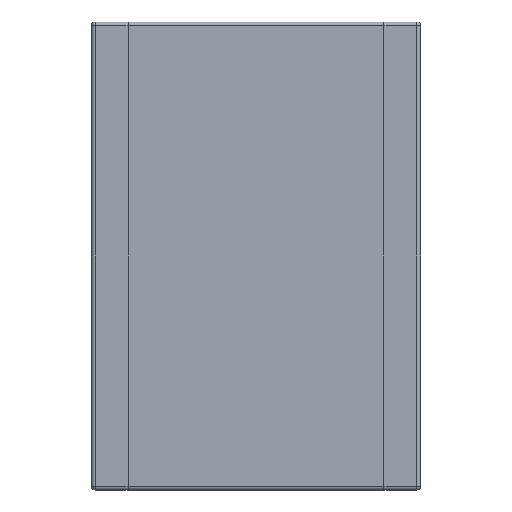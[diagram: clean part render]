
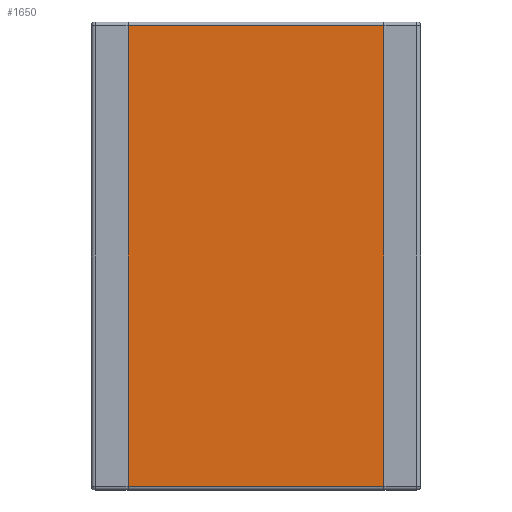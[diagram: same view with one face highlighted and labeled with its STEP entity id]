
A CAD part, front view. The second image highlights one B-rep face of the part: STEP entity #1650.
In plain terms, the highlighted planar face has unit normal (0, -1, 0).
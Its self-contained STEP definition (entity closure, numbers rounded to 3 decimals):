
#27 = VERTEX_POINT ( 'NONE', #384 ) ;
#29 = VERTEX_POINT ( 'NONE', #382 ) ;
#32 = EDGE_CURVE ( 'NONE', #29, #150, #377, .T. ) ;
#133 = EDGE_CURVE ( 'NONE', #27, #134, #722, .T. ) ;
#134 = VERTEX_POINT ( 'NONE', #718 ) ;
#150 = VERTEX_POINT ( 'NONE', #772 ) ;
#374 = DIRECTION ( 'NONE',  ( 0., 0., 1. ) ) ;
#375 = VECTOR ( 'NONE', #374, 1000. ) ;
#376 = CARTESIAN_POINT ( 'NONE',  ( -1.75, 0., -3.2 ) ) ;
#377 = LINE ( 'NONE', #376, #375 ) ;
#382 = CARTESIAN_POINT ( 'NONE',  ( -1.75, 0., -3.15 ) ) ;
#384 = CARTESIAN_POINT ( 'NONE',  ( 1.75, 0., 3.15 ) ) ;
#718 = CARTESIAN_POINT ( 'NONE',  ( 1.75, 0., -3.15 ) ) ;
#719 = DIRECTION ( 'NONE',  ( 0., 0., -1. ) ) ;
#720 = VECTOR ( 'NONE', #719, 1000. ) ;
#721 = CARTESIAN_POINT ( 'NONE',  ( 1.75, 0., -3.2 ) ) ;
#722 = LINE ( 'NONE', #721, #720 ) ;
#772 = CARTESIAN_POINT ( 'NONE',  ( -1.75, 0., 3.15 ) ) ;
#1464 = FACE_OUTER_BOUND ( 'NONE', #1652, .T. ) ;
#1493 = DIRECTION ( 'NONE',  ( -1., 0., 0. ) ) ;
#1494 = VECTOR ( 'NONE', #1493, 1000. ) ;
#1495 = CARTESIAN_POINT ( 'NONE',  ( -2.25, 0., 3.15 ) ) ;
#1497 = LINE ( 'NONE', #1495, #1494 ) ;
#1506 = DIRECTION ( 'NONE',  ( 0., 0., -1. ) ) ;
#1507 = DIRECTION ( 'NONE',  ( 0., -1., 0. ) ) ;
#1508 = CARTESIAN_POINT ( 'NONE',  ( 2.25, 0., -3.2 ) ) ;
#1509 = AXIS2_PLACEMENT_3D ( 'NONE', #1508, #1507, #1506 ) ;
#1510 = PLANE ( 'NONE',  #1509 ) ;
#1538 = CARTESIAN_POINT ( 'NONE',  ( 2.25, 0., -3.15 ) ) ;
#1539 = LINE ( 'NONE', #1538, #1586 ) ;
#1585 = DIRECTION ( 'NONE',  ( 1., 0., 0. ) ) ;
#1586 = VECTOR ( 'NONE', #1585, 1000. ) ;
#1650 = ADVANCED_FACE ( 'NONE', ( #1464 ), #1510, .T. ) ;
#1652 = EDGE_LOOP ( 'NONE', ( #1673, #1672, #1669, #1676 ) ) ;
#1656 = EDGE_CURVE ( 'NONE', #27, #150, #1497, .T. ) ;
#1669 = ORIENTED_EDGE ( 'NONE', *, *, #133, .F. ) ;
#1670 = EDGE_CURVE ( 'NONE', #29, #134, #1539, .T. ) ;
#1672 = ORIENTED_EDGE ( 'NONE', *, *, #1670, .T. ) ;
#1673 = ORIENTED_EDGE ( 'NONE', *, *, #32, .F. ) ;
#1676 = ORIENTED_EDGE ( 'NONE', *, *, #1656, .T. ) ;
